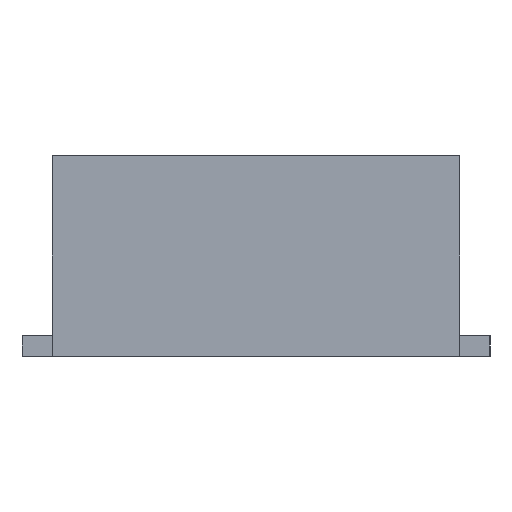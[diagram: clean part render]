
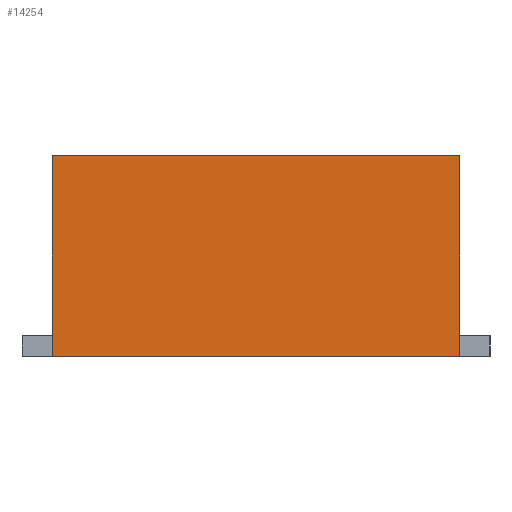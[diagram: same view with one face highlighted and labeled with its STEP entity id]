
A CAD part, left-side view. The second image highlights one B-rep face of the part: STEP entity #14254.
In plain terms, the highlighted planar face has unit normal (-1, 0, 0).
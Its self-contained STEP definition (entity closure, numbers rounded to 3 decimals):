
#5677 = VECTOR ( 'NONE', #82873, 1000. ) ;
#7538 = LINE ( 'NONE', #22864, #74591 ) ;
#9495 = EDGE_LOOP ( 'NONE', ( #51573, #22396, #87079, #59688 ) ) ;
#14254 = ADVANCED_FACE ( 'NONE', ( #71188 ), #94486, .F. ) ;
#14691 = VECTOR ( 'NONE', #56538, 1000. ) ;
#15680 = CARTESIAN_POINT ( 'NONE',  ( -11.3, -1.47, 1.45 ) ) ;
#16111 = CARTESIAN_POINT ( 'NONE',  ( -11.3, -1.47, 1.45 ) ) ;
#17442 = VERTEX_POINT ( 'NONE', #16111 ) ;
#22396 = ORIENTED_EDGE ( 'NONE', *, *, #22512, .F. ) ;
#22512 = EDGE_CURVE ( 'NONE', #17442, #85868, #57493, .T. ) ;
#22864 = CARTESIAN_POINT ( 'NONE',  ( -11.3, -1.47, 0. ) ) ;
#24005 = EDGE_CURVE ( 'NONE', #81414, #85868, #7538, .T. ) ;
#24680 = LINE ( 'NONE', #15680, #14691 ) ;
#27175 = CARTESIAN_POINT ( 'NONE',  ( -11.3, -1.47, 1.45 ) ) ;
#35302 = EDGE_CURVE ( 'NONE', #68958, #17442, #24680, .T. ) ;
#35984 = CARTESIAN_POINT ( 'NONE',  ( -11.3, 1.47, 0. ) ) ;
#44488 = EDGE_CURVE ( 'NONE', #68958, #81414, #77948, .T. ) ;
#50236 = CARTESIAN_POINT ( 'NONE',  ( -11.3, -1.47, 0. ) ) ;
#51573 = ORIENTED_EDGE ( 'NONE', *, *, #24005, .T. ) ;
#54048 = DIRECTION ( 'NONE',  ( 0., 0., -1. ) ) ;
#54571 = CARTESIAN_POINT ( 'NONE',  ( -11.3, 1.47, 1.45 ) ) ;
#56538 = DIRECTION ( 'NONE',  ( 0., -1., 0. ) ) ;
#56549 = CARTESIAN_POINT ( 'NONE',  ( -11.3, 1.47, 1.45 ) ) ;
#57493 = LINE ( 'NONE', #27175, #5677 ) ;
#59688 = ORIENTED_EDGE ( 'NONE', *, *, #44488, .T. ) ;
#62735 = DIRECTION ( 'NONE',  ( 1., 0., 0. ) ) ;
#63260 = CARTESIAN_POINT ( 'NONE',  ( -11.3, -1.47, 1.45 ) ) ;
#68958 = VERTEX_POINT ( 'NONE', #56549 ) ;
#71188 = FACE_OUTER_BOUND ( 'NONE', #9495, .T. ) ;
#74591 = VECTOR ( 'NONE', #78632, 1000. ) ;
#77948 = LINE ( 'NONE', #54571, #104824 ) ;
#78632 = DIRECTION ( 'NONE',  ( 0., -1., 0. ) ) ;
#81414 = VERTEX_POINT ( 'NONE', #35984 ) ;
#82873 = DIRECTION ( 'NONE',  ( 0., 0., -1. ) ) ;
#85868 = VERTEX_POINT ( 'NONE', #50236 ) ;
#87079 = ORIENTED_EDGE ( 'NONE', *, *, #35302, .F. ) ;
#90302 = AXIS2_PLACEMENT_3D ( 'NONE', #63260, #62735, #95530 ) ;
#94486 = PLANE ( 'NONE',  #90302 ) ;
#95530 = DIRECTION ( 'NONE',  ( 0., 0., -1. ) ) ;
#104824 = VECTOR ( 'NONE', #54048, 1000. ) ;
